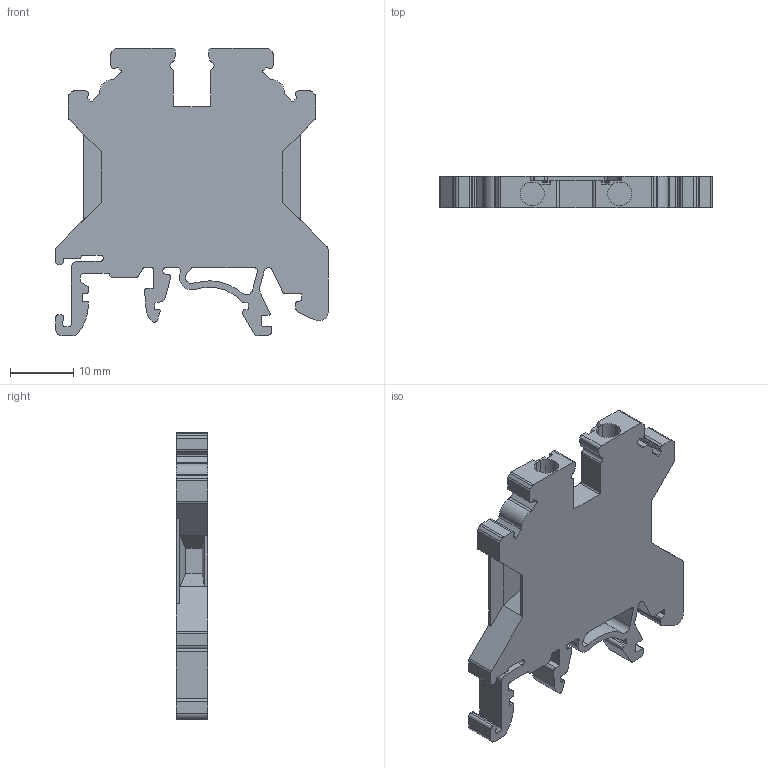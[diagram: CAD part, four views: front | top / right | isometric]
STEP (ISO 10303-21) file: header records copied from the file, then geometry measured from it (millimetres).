
FILE_DESCRIPTION( ( 'Unknown' ), '1' );
FILE_NAME( 'CTS2.5UN.stp', 'Unknown', ( 'Unknown' ), ( 'Unknown' ), 'PSStep 14.0', 'Unknown', ' ' );
FILE_SCHEMA( ( 'AUTOMOTIVE_DESIGN { 1 0 10303 214 1 1 1 1 }' ) );
Length unit declared in the file: millimetre
Products named in the file (1): 1
Bounding box: 43 x 4.95 x 45.3 mm (x, y, z)
Volume: 5649 mm3; surface area: 4442.8 mm2
Topology: 1 solids, 1 shells, 262 faces, 766 edges, 508 vertices
Faces by surface type: plane 136, cylinder 126
Entity records: 10854 total; most frequent: DIRECTION 1544, CARTESIAN_POINT 1537, ORIENTED_EDGE 1532, EDGE_CURVE 766, AXIS2_PLACEMENT_3D 515, LINE 514, VECTOR 514, VERTEX_POINT 508
